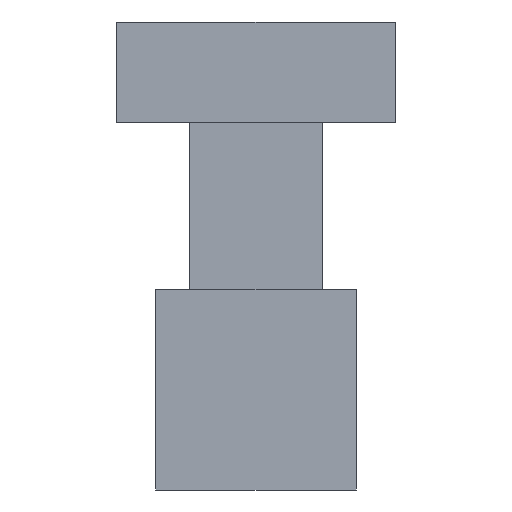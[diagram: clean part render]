
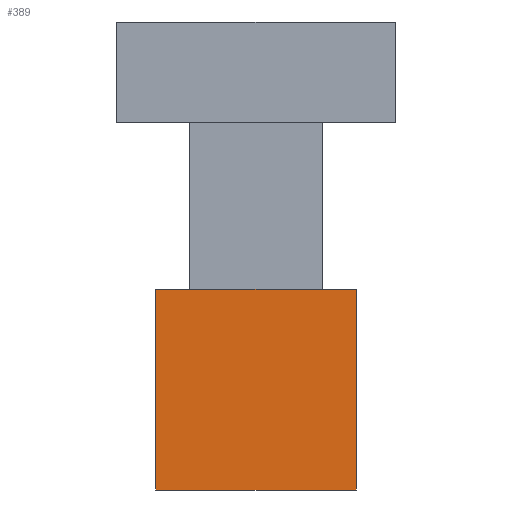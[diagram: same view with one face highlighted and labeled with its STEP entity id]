
A CAD part, front view. The second image highlights one B-rep face of the part: STEP entity #389.
In plain terms, the highlighted planar face has unit normal (0, -1, 0).
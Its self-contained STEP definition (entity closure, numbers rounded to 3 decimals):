
#53=FACE_OUTER_BOUND('',#83,.T.);
#83=EDGE_LOOP('',(#315,#316,#317,#318));
#105=LINE('',#596,#145);
#109=LINE('',#604,#149);
#112=LINE('',#610,#152);
#115=LINE('',#615,#155);
#145=VECTOR('',#483,10.);
#149=VECTOR('',#489,10.);
#152=VECTOR('',#494,10.);
#155=VECTOR('',#499,10.);
#182=VERTEX_POINT('',#594);
#183=VERTEX_POINT('',#595);
#186=VERTEX_POINT('',#603);
#188=VERTEX_POINT('',#609);
#218=EDGE_CURVE('',#182,#183,#105,.T.);
#222=EDGE_CURVE('',#183,#186,#109,.T.);
#225=EDGE_CURVE('',#186,#188,#112,.T.);
#228=EDGE_CURVE('',#188,#182,#115,.T.);
#315=ORIENTED_EDGE('',*,*,#228,.T.);
#316=ORIENTED_EDGE('',*,*,#218,.T.);
#317=ORIENTED_EDGE('',*,*,#222,.T.);
#318=ORIENTED_EDGE('',*,*,#225,.T.);
#363=PLANE('',#439);
#389=ADVANCED_FACE('',(#53),#363,.F.);
#439=AXIS2_PLACEMENT_3D('',#636,#526,#527);
#483=DIRECTION('',(0.,0.,-1.));
#489=DIRECTION('',(1.,0.,0.));
#494=DIRECTION('',(0.,0.,1.));
#499=DIRECTION('',(-1.,0.,0.));
#526=DIRECTION('center_axis',(0.,1.,0.));
#527=DIRECTION('ref_axis',(1.,0.,0.));
#594=CARTESIAN_POINT('',(0.,0.,9.));
#595=CARTESIAN_POINT('',(0.,0.,0.));
#596=CARTESIAN_POINT('',(0.,0.,9.));
#603=CARTESIAN_POINT('',(9.,0.,0.));
#604=CARTESIAN_POINT('',(0.,0.,0.));
#609=CARTESIAN_POINT('',(9.,0.,9.));
#610=CARTESIAN_POINT('',(9.,0.,0.));
#615=CARTESIAN_POINT('',(9.,0.,9.));
#636=CARTESIAN_POINT('Origin',(4.5,0.,4.5));
